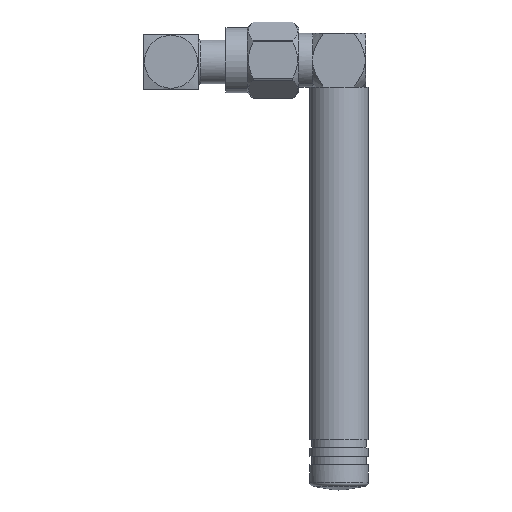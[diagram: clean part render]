
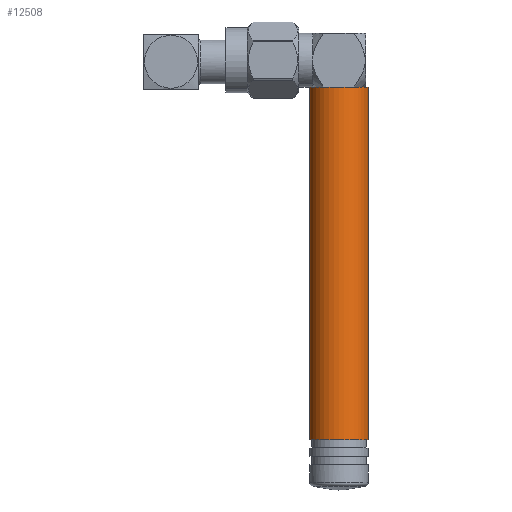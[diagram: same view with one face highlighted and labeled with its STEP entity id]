
A CAD part, top view. The second image highlights one B-rep face of the part: STEP entity #12508.
In plain terms, the highlighted cylindrical face has radius 3.5 mm (diameter 7 mm), a full revolution.
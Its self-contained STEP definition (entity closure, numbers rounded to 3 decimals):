
#12442 = PLANE('',#12443);
#12443 = AXIS2_PLACEMENT_3D('',#12444,#12445,#12446);
#12444 = CARTESIAN_POINT('',(20.,-42.,7.));
#12445 = DIRECTION('',(0.,-1.,0.));
#12446 = DIRECTION('',(0.,0.,-1.));
#12478 = EDGE_CURVE('',#12479,#12479,#12481,.T.);
#12479 = VERTEX_POINT('',#12480);
#12480 = CARTESIAN_POINT('',(23.5,-42.,7.));
#12481 = SURFACE_CURVE('',#12482,(#12487,#12494),.PCURVE_S1.);
#12482 = CIRCLE('',#12483,3.5);
#12483 = AXIS2_PLACEMENT_3D('',#12484,#12485,#12486);
#12484 = CARTESIAN_POINT('',(20.,-42.,7.));
#12485 = DIRECTION('',(0.,-1.,0.));
#12486 = DIRECTION('',(1.,0.,0.));
#12487 = PCURVE('',#12442,#12488);
#12488 = DEFINITIONAL_REPRESENTATION('',(#12489),#12493);
#12489 = CIRCLE('',#12490,3.5);
#12490 = AXIS2_PLACEMENT_2D('',#12491,#12492);
#12491 = CARTESIAN_POINT('',(0.,0.));
#12492 = DIRECTION('',(0.,1.));
#12493 = ( GEOMETRIC_REPRESENTATION_CONTEXT(2) 
PARAMETRIC_REPRESENTATION_CONTEXT() REPRESENTATION_CONTEXT('2D SPACE',''
  ) );
#12494 = PCURVE('',#12495,#12500);
#12495 = CYLINDRICAL_SURFACE('',#12496,3.5);
#12496 = AXIS2_PLACEMENT_3D('',#12497,#12498,#12499);
#12497 = CARTESIAN_POINT('',(20.,0.,7.));
#12498 = DIRECTION('',(0.,1.,0.));
#12499 = DIRECTION('',(1.,0.,0.));
#12500 = DEFINITIONAL_REPRESENTATION('',(#12501),#12504);
#12501 = B_SPLINE_CURVE_WITH_KNOTS('',1,(#12502,#12503),.UNSPECIFIED.,
  .F.,.F.,(2,2),(0.,6.283),.PIECEWISE_BEZIER_KNOTS.);
#12502 = CARTESIAN_POINT('',(0.,-42.));
#12503 = CARTESIAN_POINT('',(-6.283,-42.));
#12504 = ( GEOMETRIC_REPRESENTATION_CONTEXT(2) 
PARAMETRIC_REPRESENTATION_CONTEXT() REPRESENTATION_CONTEXT('2D SPACE',''
  ) );
#12508 = ADVANCED_FACE('',(#12509),#12495,.T.);
#12509 = FACE_BOUND('',#12510,.F.);
#12510 = EDGE_LOOP('',(#12511,#12532,#12533,#12534));
#12511 = ORIENTED_EDGE('',*,*,#12512,.T.);
#12512 = EDGE_CURVE('',#12513,#12479,#12515,.T.);
#12513 = VERTEX_POINT('',#12514);
#12514 = CARTESIAN_POINT('',(23.5,0.,7.));
#12515 = SEAM_CURVE('',#12516,(#12520,#12526),.PCURVE_S1.);
#12516 = LINE('',#12517,#12518);
#12517 = CARTESIAN_POINT('',(23.5,0.,7.));
#12518 = VECTOR('',#12519,1.);
#12519 = DIRECTION('',(0.,-1.,0.));
#12520 = PCURVE('',#12495,#12521);
#12521 = DEFINITIONAL_REPRESENTATION('',(#12522),#12525);
#12522 = B_SPLINE_CURVE_WITH_KNOTS('',1,(#12523,#12524),.UNSPECIFIED.,
  .F.,.F.,(2,2),(0.,42.),.PIECEWISE_BEZIER_KNOTS.);
#12523 = CARTESIAN_POINT('',(0.,0.));
#12524 = CARTESIAN_POINT('',(0.,-42.));
#12525 = ( GEOMETRIC_REPRESENTATION_CONTEXT(2) 
PARAMETRIC_REPRESENTATION_CONTEXT() REPRESENTATION_CONTEXT('2D SPACE',''
  ) );
#12526 = PCURVE('',#12495,#12527);
#12527 = DEFINITIONAL_REPRESENTATION('',(#12528),#12531);
#12528 = B_SPLINE_CURVE_WITH_KNOTS('',1,(#12529,#12530),.UNSPECIFIED.,
  .F.,.F.,(2,2),(0.,42.),.PIECEWISE_BEZIER_KNOTS.);
#12529 = CARTESIAN_POINT('',(-6.283,0.));
#12530 = CARTESIAN_POINT('',(-6.283,-42.));
#12531 = ( GEOMETRIC_REPRESENTATION_CONTEXT(2) 
PARAMETRIC_REPRESENTATION_CONTEXT() REPRESENTATION_CONTEXT('2D SPACE',''
  ) );
#12532 = ORIENTED_EDGE('',*,*,#12478,.T.);
#12533 = ORIENTED_EDGE('',*,*,#12512,.F.);
#12534 = ORIENTED_EDGE('',*,*,#12535,.F.);
#12535 = EDGE_CURVE('',#12513,#12513,#12536,.T.);
#12536 = SURFACE_CURVE('',#12537,(#12542,#12548),.PCURVE_S1.);
#12537 = CIRCLE('',#12538,3.5);
#12538 = AXIS2_PLACEMENT_3D('',#12539,#12540,#12541);
#12539 = CARTESIAN_POINT('',(20.,0.,7.));
#12540 = DIRECTION('',(0.,-1.,0.));
#12541 = DIRECTION('',(1.,0.,0.));
#12542 = PCURVE('',#12495,#12543);
#12543 = DEFINITIONAL_REPRESENTATION('',(#12544),#12547);
#12544 = B_SPLINE_CURVE_WITH_KNOTS('',1,(#12545,#12546),.UNSPECIFIED.,
  .F.,.F.,(2,2),(0.,6.283),.PIECEWISE_BEZIER_KNOTS.);
#12545 = CARTESIAN_POINT('',(0.,0.));
#12546 = CARTESIAN_POINT('',(-6.283,0.));
#12547 = ( GEOMETRIC_REPRESENTATION_CONTEXT(2) 
PARAMETRIC_REPRESENTATION_CONTEXT() REPRESENTATION_CONTEXT('2D SPACE',''
  ) );
#12548 = PCURVE('',#12549,#12554);
#12549 = PLANE('',#12550);
#12550 = AXIS2_PLACEMENT_3D('',#12551,#12552,#12553);
#12551 = CARTESIAN_POINT('',(20.,0.,7.));
#12552 = DIRECTION('',(0.,-1.,0.));
#12553 = DIRECTION('',(0.,0.,-1.));
#12554 = DEFINITIONAL_REPRESENTATION('',(#12555),#12559);
#12555 = CIRCLE('',#12556,3.5);
#12556 = AXIS2_PLACEMENT_2D('',#12557,#12558);
#12557 = CARTESIAN_POINT('',(0.,0.));
#12558 = DIRECTION('',(0.,1.));
#12559 = ( GEOMETRIC_REPRESENTATION_CONTEXT(2) 
PARAMETRIC_REPRESENTATION_CONTEXT() REPRESENTATION_CONTEXT('2D SPACE',''
  ) );
